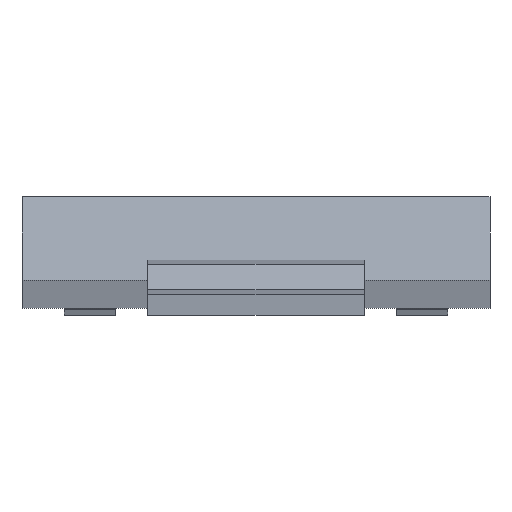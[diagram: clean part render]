
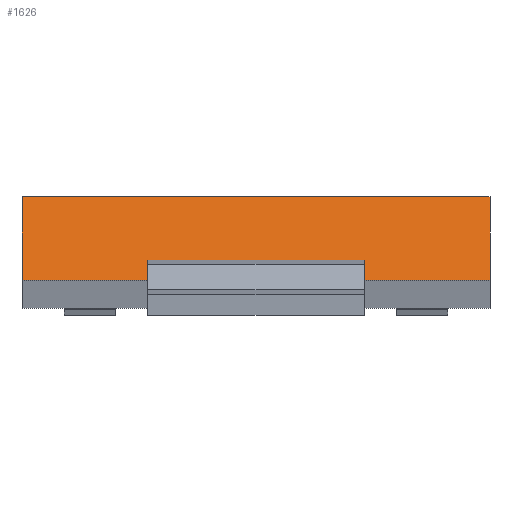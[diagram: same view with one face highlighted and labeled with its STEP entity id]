
A CAD part, left-side view. The second image highlights one B-rep face of the part: STEP entity #1626.
In plain terms, the highlighted planar face has unit normal (-0.966, 0, 0.259).
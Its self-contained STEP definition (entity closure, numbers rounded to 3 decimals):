
#178=FACE_OUTER_BOUND('',#250,.T.);
#250=EDGE_LOOP('',(#1473,#1474,#1475,#1476));
#395=LINE('',#2611,#567);
#412=LINE('',#2777,#584);
#417=LINE('',#2786,#589);
#418=LINE('',#2787,#590);
#567=VECTOR('',#1983,10.);
#584=VECTOR('',#2010,10.);
#589=VECTOR('',#2021,10.);
#590=VECTOR('',#2022,10.);
#746=VERTEX_POINT('',#2604);
#749=VERTEX_POINT('',#2609);
#787=VERTEX_POINT('',#2774);
#788=VERTEX_POINT('',#2776);
#978=EDGE_CURVE('',#746,#749,#395,.T.);
#1016=EDGE_CURVE('',#787,#788,#412,.T.);
#1021=EDGE_CURVE('',#787,#746,#417,.T.);
#1022=EDGE_CURVE('',#788,#749,#418,.T.);
#1473=ORIENTED_EDGE('',*,*,#1021,.T.);
#1474=ORIENTED_EDGE('',*,*,#978,.T.);
#1475=ORIENTED_EDGE('',*,*,#1022,.F.);
#1476=ORIENTED_EDGE('',*,*,#1016,.F.);
#1563=PLANE('',#1733);
#1626=ADVANCED_FACE('',(#178),#1563,.T.);
#1733=AXIS2_PLACEMENT_3D('',#2785,#2019,#2020);
#1983=DIRECTION('',(0.,1.,0.));
#2010=DIRECTION('',(0.,1.,0.));
#2019=DIRECTION('center_axis',(-0.966,0.,0.259));
#2020=DIRECTION('ref_axis',(0.259,0.,0.966));
#2021=DIRECTION('',(0.259,0.,0.966));
#2022=DIRECTION('',(0.259,0.,0.966));
#2604=CARTESIAN_POINT('',(-1.444,0.,1.16));
#2609=CARTESIAN_POINT('',(-1.444,6.5,1.16));
#2611=CARTESIAN_POINT('',(-1.444,0.,1.16));
#2774=CARTESIAN_POINT('',(-1.755,0.,0.));
#2776=CARTESIAN_POINT('',(-1.755,6.5,0.));
#2777=CARTESIAN_POINT('',(-1.755,0.,0.));
#2785=CARTESIAN_POINT('Origin',(-1.755,0.,0.));
#2786=CARTESIAN_POINT('',(-1.755,0.,0.));
#2787=CARTESIAN_POINT('',(-1.755,6.5,0.));
